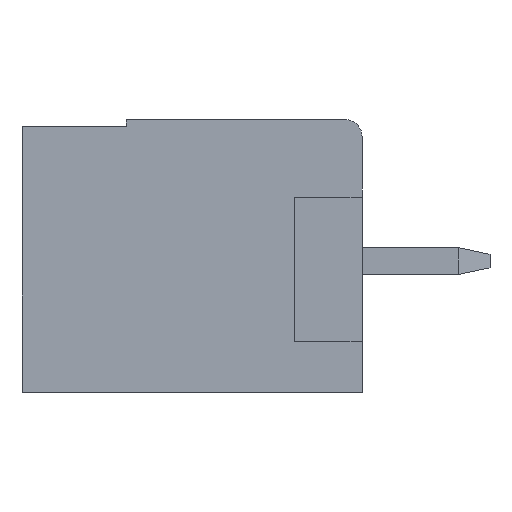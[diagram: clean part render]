
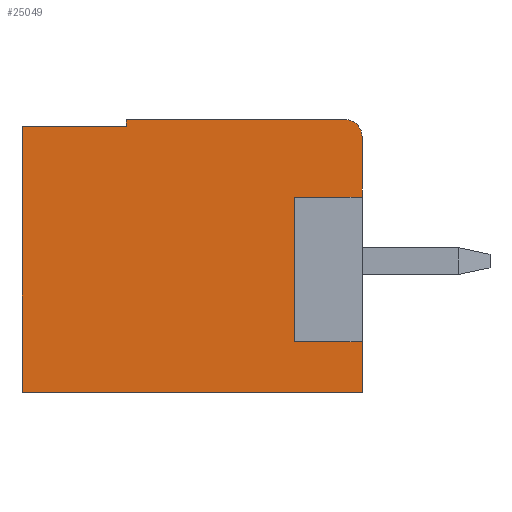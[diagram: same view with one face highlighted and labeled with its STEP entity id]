
A CAD part, left-side view. The second image highlights one B-rep face of the part: STEP entity #25049.
In plain terms, the highlighted planar face has unit normal (-1, 0, 0).
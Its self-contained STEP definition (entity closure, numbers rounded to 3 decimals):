
#179 = EDGE_CURVE ( 'NONE', #26203, #29357, #27385, .T. ) ;
#340 = DIRECTION ( 'NONE',  ( 0., 0., -1. ) ) ;
#564 = LINE ( 'NONE', #14985, #25463 ) ;
#626 = CARTESIAN_POINT ( 'NONE',  ( 0., 0., 0. ) ) ;
#946 = EDGE_CURVE ( 'NONE', #18468, #17329, #21401, .T. ) ;
#1092 = ORIENTED_EDGE ( 'NONE', *, *, #946, .F. ) ;
#1134 = CARTESIAN_POINT ( 'NONE',  ( 0., 10.1, 8.1 ) ) ;
#1423 = EDGE_CURVE ( 'NONE', #16429, #18468, #21662, .T. ) ;
#1983 = ORIENTED_EDGE ( 'NONE', *, *, #27337, .T. ) ;
#2159 = CIRCLE ( 'NONE', #11048, 0.5 ) ;
#2358 = CARTESIAN_POINT ( 'NONE',  ( 0., 7., 7.9 ) ) ;
#2605 = VECTOR ( 'NONE', #23866, 1000. ) ;
#3082 = ORIENTED_EDGE ( 'NONE', *, *, #7626, .F. ) ;
#3181 = CARTESIAN_POINT ( 'NONE',  ( 0., 10.1, 8.1 ) ) ;
#3267 = VERTEX_POINT ( 'NONE', #19884 ) ;
#3382 = ORIENTED_EDGE ( 'NONE', *, *, #1423, .F. ) ;
#4506 = DIRECTION ( 'NONE',  ( 0., 0., 1. ) ) ;
#5025 = VECTOR ( 'NONE', #14724, 1000. ) ;
#5413 = VERTEX_POINT ( 'NONE', #9203 ) ;
#5781 = VECTOR ( 'NONE', #8862, 1000. ) ;
#7126 = LINE ( 'NONE', #13965, #11721 ) ;
#7626 = EDGE_CURVE ( 'NONE', #16546, #26203, #24567, .T. ) ;
#7638 = VERTEX_POINT ( 'NONE', #626 ) ;
#8005 = DIRECTION ( 'NONE',  ( 0., 0., -1. ) ) ;
#8862 = DIRECTION ( 'NONE',  ( 0., -1., 0. ) ) ;
#8864 = ORIENTED_EDGE ( 'NONE', *, *, #13847, .F. ) ;
#9203 = CARTESIAN_POINT ( 'NONE',  ( 0., 10.1, 7.9 ) ) ;
#9449 = CARTESIAN_POINT ( 'NONE',  ( 0., 7., 8.1 ) ) ;
#9532 = ORIENTED_EDGE ( 'NONE', *, *, #19359, .F. ) ;
#9631 = AXIS2_PLACEMENT_3D ( 'NONE', #9724, #28672, #14674 ) ;
#9724 = CARTESIAN_POINT ( 'NONE',  ( 0., 10.1, 8.1 ) ) ;
#11048 = AXIS2_PLACEMENT_3D ( 'NONE', #12373, #29153, #8005 ) ;
#11423 = VECTOR ( 'NONE', #17104, 1000. ) ;
#11721 = VECTOR ( 'NONE', #4506, 1000. ) ;
#11982 = CARTESIAN_POINT ( 'NONE',  ( 0., 0., 8.1 ) ) ;
#12373 = CARTESIAN_POINT ( 'NONE',  ( 0., 0.5, 7.6 ) ) ;
#12868 = VECTOR ( 'NONE', #20598, 1000. ) ;
#13439 = CARTESIAN_POINT ( 'NONE',  ( 0., 0., 1.5 ) ) ;
#13467 = VERTEX_POINT ( 'NONE', #24707 ) ;
#13527 = LINE ( 'NONE', #15715, #5781 ) ;
#13847 = EDGE_CURVE ( 'NONE', #5413, #16546, #13527, .T. ) ;
#13965 = CARTESIAN_POINT ( 'NONE',  ( 0., 0., 8.1 ) ) ;
#14308 = EDGE_CURVE ( 'NONE', #7638, #17329, #7126, .T. ) ;
#14674 = DIRECTION ( 'NONE',  ( 0., 0., -1. ) ) ;
#14724 = DIRECTION ( 'NONE',  ( 0., 0., 1. ) ) ;
#14985 = CARTESIAN_POINT ( 'NONE',  ( 0., 10.1, 0. ) ) ;
#15687 = LINE ( 'NONE', #29967, #12868 ) ;
#15715 = CARTESIAN_POINT ( 'NONE',  ( 0., 10.1, 7.9 ) ) ;
#15934 = VECTOR ( 'NONE', #17531, 1000. ) ;
#16429 = VERTEX_POINT ( 'NONE', #25844 ) ;
#16546 = VERTEX_POINT ( 'NONE', #2358 ) ;
#17104 = DIRECTION ( 'NONE',  ( 0., 0., 1. ) ) ;
#17222 = EDGE_CURVE ( 'NONE', #13467, #24783, #21104, .T. ) ;
#17329 = VERTEX_POINT ( 'NONE', #19860 ) ;
#17436 = FACE_OUTER_BOUND ( 'NONE', #21461, .T. ) ;
#17531 = DIRECTION ( 'NONE',  ( 0., -1., 0. ) ) ;
#18042 = EDGE_CURVE ( 'NONE', #3267, #5413, #21717, .T. ) ;
#18468 = VERTEX_POINT ( 'NONE', #20591 ) ;
#19281 = VECTOR ( 'NONE', #28620, 1000. ) ;
#19359 = EDGE_CURVE ( 'NONE', #13467, #16429, #15687, .T. ) ;
#19860 = CARTESIAN_POINT ( 'NONE',  ( 0., 0., 1.5 ) ) ;
#19884 = CARTESIAN_POINT ( 'NONE',  ( 0., 10.1, 0. ) ) ;
#20591 = CARTESIAN_POINT ( 'NONE',  ( 0., 2., 1.5 ) ) ;
#20598 = DIRECTION ( 'NONE',  ( 0., 1., 0. ) ) ;
#21104 = LINE ( 'NONE', #11982, #19281 ) ;
#21352 = ORIENTED_EDGE ( 'NONE', *, *, #14308, .T. ) ;
#21401 = LINE ( 'NONE', #13439, #2605 ) ;
#21461 = EDGE_LOOP ( 'NONE', ( #26435, #25552, #30108, #3082, #8864, #25612, #1983, #21352, #1092, #3382, #9532 ) ) ;
#21662 = LINE ( 'NONE', #26138, #22874 ) ;
#21717 = LINE ( 'NONE', #3181, #11423 ) ;
#22874 = VECTOR ( 'NONE', #340, 1000. ) ;
#23707 = EDGE_CURVE ( 'NONE', #24783, #29357, #2159, .T. ) ;
#23866 = DIRECTION ( 'NONE',  ( 0., -1., 0. ) ) ;
#24422 = CARTESIAN_POINT ( 'NONE',  ( 0., 7., 7.9 ) ) ;
#24567 = LINE ( 'NONE', #24422, #5025 ) ;
#24656 = DIRECTION ( 'NONE',  ( 0., -1., 0. ) ) ;
#24707 = CARTESIAN_POINT ( 'NONE',  ( 0., 0., 5.8 ) ) ;
#24783 = VERTEX_POINT ( 'NONE', #29457 ) ;
#25049 = ADVANCED_FACE ( 'NONE', ( #17436 ), #26694, .F. ) ;
#25463 = VECTOR ( 'NONE', #24656, 1000. ) ;
#25552 = ORIENTED_EDGE ( 'NONE', *, *, #23707, .T. ) ;
#25612 = ORIENTED_EDGE ( 'NONE', *, *, #18042, .F. ) ;
#25844 = CARTESIAN_POINT ( 'NONE',  ( 0., 2., 5.8 ) ) ;
#26138 = CARTESIAN_POINT ( 'NONE',  ( 0., 2., 5.8 ) ) ;
#26203 = VERTEX_POINT ( 'NONE', #9449 ) ;
#26435 = ORIENTED_EDGE ( 'NONE', *, *, #17222, .T. ) ;
#26694 = PLANE ( 'NONE',  #9631 ) ;
#27337 = EDGE_CURVE ( 'NONE', #3267, #7638, #564, .T. ) ;
#27385 = LINE ( 'NONE', #1134, #15934 ) ;
#28620 = DIRECTION ( 'NONE',  ( 0., 0., 1. ) ) ;
#28672 = DIRECTION ( 'NONE',  ( 1., 0., 0. ) ) ;
#29153 = DIRECTION ( 'NONE',  ( -1., 0., 0. ) ) ;
#29357 = VERTEX_POINT ( 'NONE', #30221 ) ;
#29457 = CARTESIAN_POINT ( 'NONE',  ( 0., 0., 7.6 ) ) ;
#29967 = CARTESIAN_POINT ( 'NONE',  ( 0., 0., 5.8 ) ) ;
#30108 = ORIENTED_EDGE ( 'NONE', *, *, #179, .F. ) ;
#30221 = CARTESIAN_POINT ( 'NONE',  ( 0., 0.5, 8.1 ) ) ;
